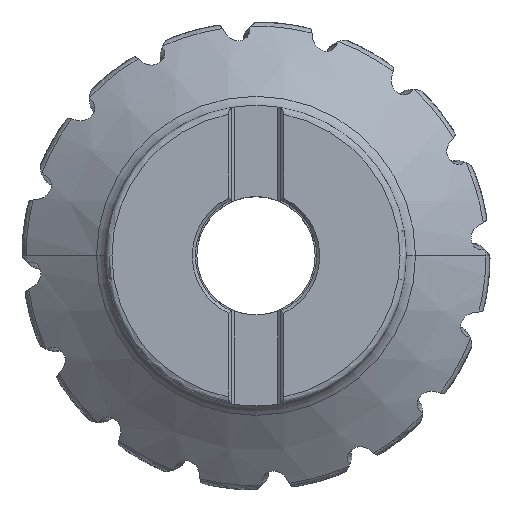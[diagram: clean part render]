
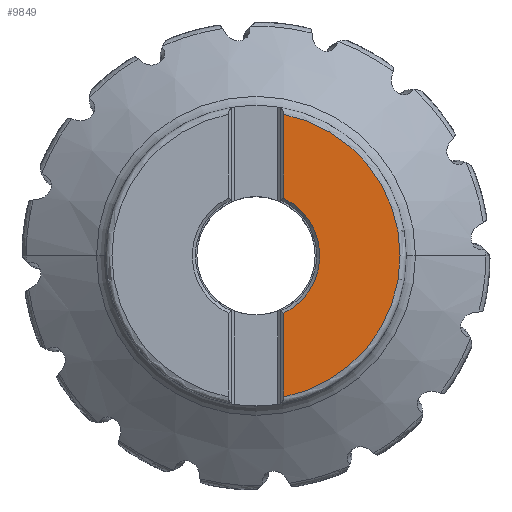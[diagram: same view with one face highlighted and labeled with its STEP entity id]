
A CAD part, top view. The second image highlights one B-rep face of the part: STEP entity #9849.
In plain terms, the highlighted planar face has unit normal (0, 0, 1).
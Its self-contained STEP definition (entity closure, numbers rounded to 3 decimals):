
#2322=LINE('',#112960,#3615);
#2323=LINE('',#112966,#3616);
#3615=VECTOR('',#43092,1.);
#3616=VECTOR('',#43097,1.);
#5380=FACE_OUTER_BOUND('',#12368,.T.);
#9849=ADVANCED_FACE('',(#5380),#10944,.T.);
#10944=PLANE('',#37125);
#12368=EDGE_LOOP('',(#20394,#20395,#20396,#20397,#20398));
#20394=ORIENTED_EDGE('',*,*,#31621,.T.);
#20395=ORIENTED_EDGE('',*,*,#31622,.F.);
#20396=ORIENTED_EDGE('',*,*,#31623,.F.);
#20397=ORIENTED_EDGE('',*,*,#31624,.T.);
#20398=ORIENTED_EDGE('',*,*,#31620,.F.);
#26790=VERTEX_POINT('',#112950);
#26791=VERTEX_POINT('',#112957);
#26792=VERTEX_POINT('',#112961);
#26793=VERTEX_POINT('',#112963);
#26794=VERTEX_POINT('',#112965);
#31620=EDGE_CURVE('',#26791,#26790,#33993,.T.);
#31621=EDGE_CURVE('',#26791,#26792,#2322,.T.);
#31622=EDGE_CURVE('',#26793,#26792,#33994,.T.);
#31623=EDGE_CURVE('',#26794,#26793,#33995,.T.);
#31624=EDGE_CURVE('',#26794,#26790,#2323,.T.);
#33993=CIRCLE('',#37121,20.55);
#33994=CIRCLE('',#37123,46.419);
#33995=CIRCLE('',#37124,46.419);
#37121=AXIS2_PLACEMENT_3D('',#112958,#43088,#43089);
#37123=AXIS2_PLACEMENT_3D('',#112962,#43093,#43094);
#37124=AXIS2_PLACEMENT_3D('',#112964,#43095,#43096);
#37125=AXIS2_PLACEMENT_3D('',#112967,#43098,#43099);
#43088=DIRECTION('',(0.,0.,1.));
#43089=DIRECTION('',(0.435,-0.9,0.));
#43092=DIRECTION('',(0.,-1.,0.));
#43093=DIRECTION('',(0.,0.,-1.));
#43094=DIRECTION('',(1.,0.,0.));
#43095=DIRECTION('',(0.,0.,-1.));
#43096=DIRECTION('',(0.193,0.981,0.));
#43097=DIRECTION('',(0.,-1.,0.));
#43098=DIRECTION('',(0.,0.,1.));
#43099=DIRECTION('',(-1.,0.,0.));
#112950=CARTESIAN_POINT('',(8.937,18.505,0.));
#112957=CARTESIAN_POINT('',(8.937,-18.505,0.));
#112958=CARTESIAN_POINT('',(0.,0.,0.));
#112960=CARTESIAN_POINT('',(8.937,-18.505,0.));
#112961=CARTESIAN_POINT('',(8.938,-45.55,0.));
#112962=CARTESIAN_POINT('',(0.,0.,0.));
#112963=CARTESIAN_POINT('',(46.419,-0.021,0.));
#112964=CARTESIAN_POINT('',(0.,0.,0.));
#112965=CARTESIAN_POINT('',(8.937,45.55,0.));
#112966=CARTESIAN_POINT('',(8.937,45.55,0.));
#112967=CARTESIAN_POINT('',(27.678,0.,0.));
